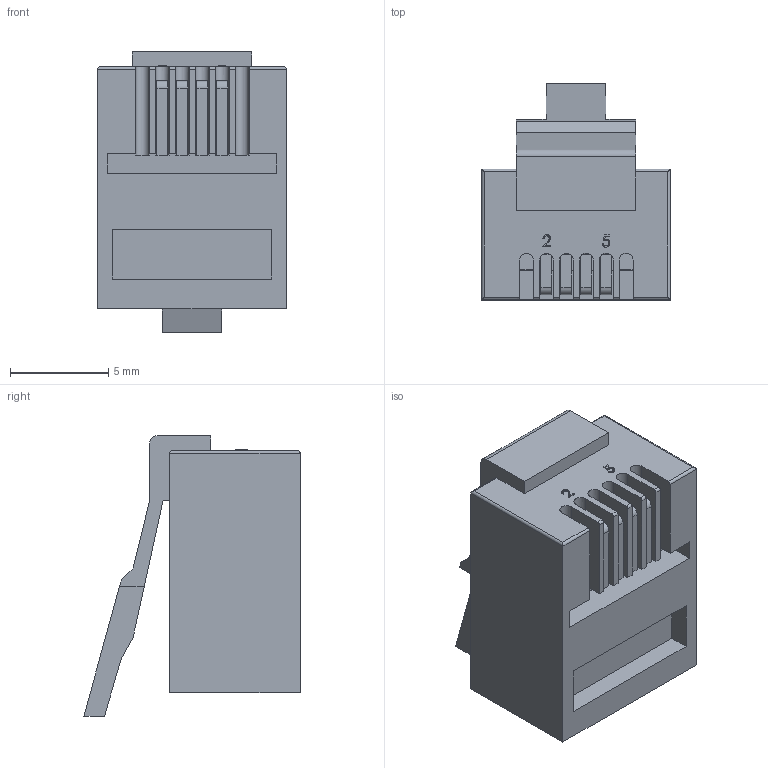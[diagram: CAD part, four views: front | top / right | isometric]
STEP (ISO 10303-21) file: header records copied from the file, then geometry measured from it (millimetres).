
FILE_DESCRIPTION (( 'STEP AP203' ), '1' );
FILE_NAME ('TSP3046.STEP', '2006-06-30T18:56:40', ( ' ' ), ( ' ' ), 'SwSTEP 2.0', 'SolidWorks 2005354', '' );
FILE_SCHEMA (( 'CONFIG_CONTROL_DESIGN' ));
Length unit declared in the file: inch
Products named in the file (1): TSP3046
Bounding box: 9.63 x 11.03 x 14.29 mm (x, y, z)
Volume: 690.4 mm3; surface area: 1018.8 mm2
Topology: 1 solids, 1 shells, 157 faces, 437 edges, 286 vertices
Faces by surface type: plane 117, cylinder 26, bspline 14
Entity records: 6346 total; most frequent: CARTESIAN_POINT 2315, ORIENTED_EDGE 874, DIRECTION 741, EDGE_CURVE 437, VECTOR 349, LINE 349, VERTEX_POINT 286, AXIS2_PLACEMENT_3D 196
